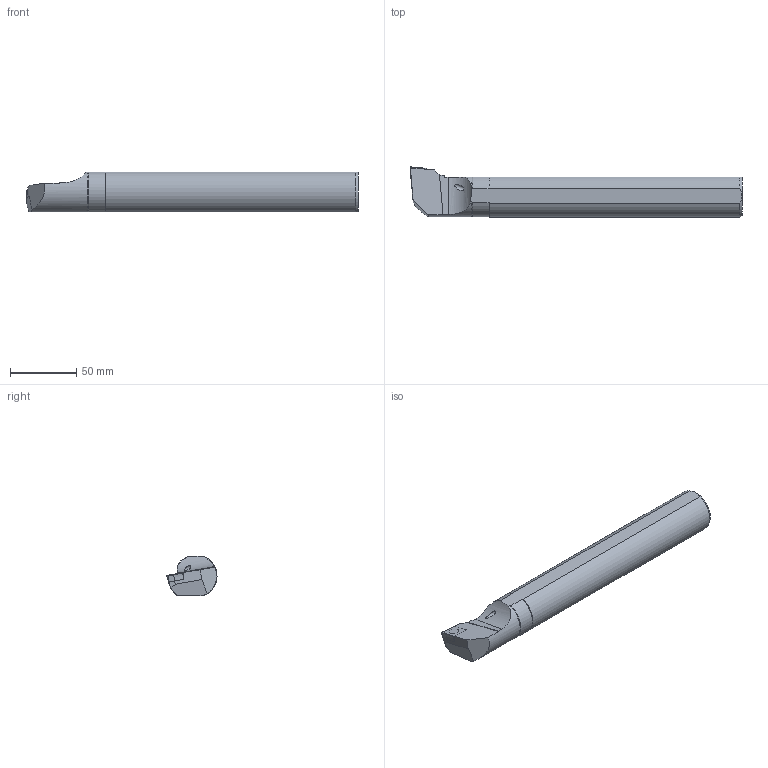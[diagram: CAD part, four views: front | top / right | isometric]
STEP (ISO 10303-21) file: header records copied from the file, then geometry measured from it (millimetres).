
FILE_DESCRIPTION(/* description */ (''),/* implementation_level */ '2;1');
FILE_NAME(/* name */ 'A32SSCLCL12A_SIM.stp',/* time_stamp */ '2021-10-27T11:12:28+02:00',/* author */ (''),/* organization */ (''),/* preprocessor_version */ 'ST-DEVELOPER v16.7',/* originating_system */ 'SIEMENS PLM Software NX 12.0',/* authorisation */ '');
FILE_SCHEMA (('AUTOMOTIVE_DESIGN { 1 0 10303 214 3 1 1 1 }'));
Length unit declared in the file: millimetre
Products named in the file (1): krab1AB46BEDmme6
Bounding box: 250.76 x 37.88 x 30 mm (x, y, z)
Volume: 164970.7 mm3; surface area: 33076.5 mm2
Topology: 2 solids, 2 shells, 58 faces, 161 edges, 106 vertices
Faces by surface type: plane 19, cylinder 17, cone 17, torus 5
Full cylindrical faces by diameter (mm): 3.5 x1, 5.2 x2, 5.5 x1, 6 x1, 7.5 x1, 10.25 x1
Entity records: 2078 total; most frequent: CARTESIAN_POINT 664, ORIENTED_EDGE 282, DIRECTION 269, EDGE_CURVE 141, AXIS2_PLACEMENT_3D 107, VERTEX_POINT 101, EDGE_LOOP 76, ADVANCED_FACE 58
